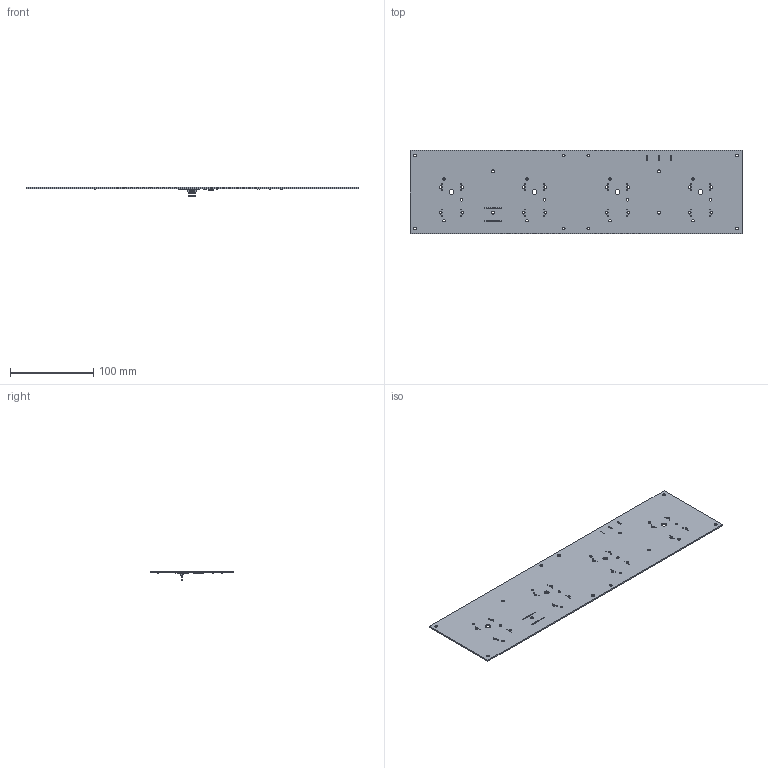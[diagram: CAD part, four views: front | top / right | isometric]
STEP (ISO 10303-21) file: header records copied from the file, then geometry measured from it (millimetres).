
FILE_DESCRIPTION(('KiCad electronic assembly'),'2;1');
FILE_NAME('ClockProject.step','2025-02-28T20:44:53',('Pcbnew'),('Kicad') ,'Open CASCADE STEP processor 7.8','KiCad to STEP converter','Unknown' );
FILE_SCHEMA(('AUTOMOTIVE_DESIGN { 1 0 10303 214 1 1 1 1 }'));
Length unit declared in the file: millimetre
Products named in the file (14): ClockProject 1; C_0805_2012Metric; PinHeader_1x04_P2.54mm_Vertical_SMD_Pin1Right; PinHeader_1x04_P254mm_Vertical_SMD_Pin1Right; Crystal_SMD_TXC_7M-4Pin_3.2x2.5mm; R_0805_2012Metric; SOT-223; SOT_223; L_0805_2012Metric; _autosave-ClockProject_PCB
Assembly tree (35 placements, depth 3):
  ClockProject 1
    C_0805_2012Metric  x15
      C_0805_2012Metric
    PinHeader_1x04_P2.54mm_Vertical_SMD_Pin1Right
      PinHeader_1x04_P254mm_Vertical_SMD_Pin1Right
    Crystal_SMD_TXC_7M-4Pin_3.2x2.5mm
      Crystal_SMD_TXC_7M-4Pin_3.2x2.5mm
    R_0805_2012Metric  x9
      R_0805_2012Metric
    SOT-223
      SOT_223
    L_0805_2012Metric
      L_0805_2012Metric
    _autosave-ClockProject_PCB
Bounding box: 400 x 100 x 10.95 mm (x, y, z)
Volume: 63409.4 mm3; surface area: 82279.2 mm2
Topology: 29 solids, 29 shells, 1009 faces, 2631 edges, 1722 vertices
Faces by surface type: plane 594, cylinder 399, bspline 16
Full cylindrical faces by diameter (mm): 0.8 x32, 1 x27, 3 x12, 3.2 x16, 3.5 x12, 6 x4
Entity records: 15544 total; most frequent: CARTESIAN_POINT 2286, DIRECTION 2255, ORIENTED_EDGE 2158, EDGE_CURVE 1079, AXIS2_PLACEMENT_3D 763, LINE 729, VECTOR 729, VERTEX_POINT 698
